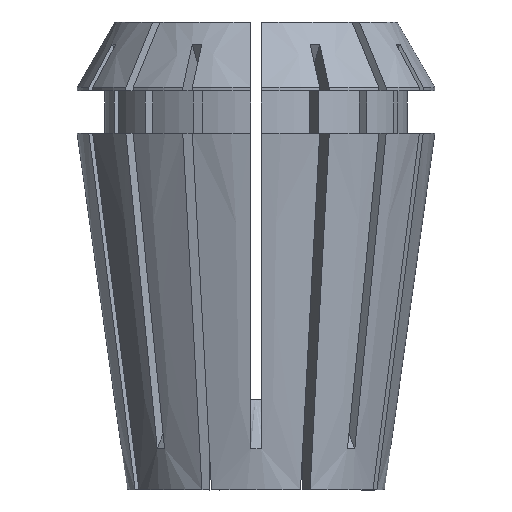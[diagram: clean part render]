
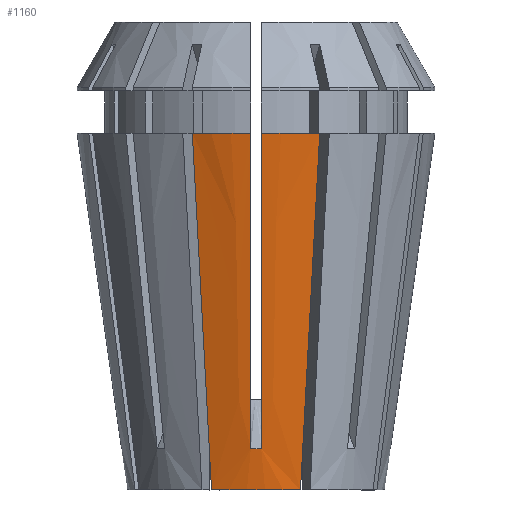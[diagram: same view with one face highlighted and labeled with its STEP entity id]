
A CAD part, left-side view. The second image highlights one B-rep face of the part: STEP entity #1160.
In plain terms, the highlighted conical face has half-angle 8 degrees and reference radius 9.36 mm.
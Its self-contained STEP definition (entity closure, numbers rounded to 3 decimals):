
#30 = DIRECTION ( 'NONE',  ( 1., 0., 0. ) ) ;
#60 = CARTESIAN_POINT ( 'NONE',  ( -12.188, 0.375, 20.159 ) ) ;
#248 = ORIENTED_EDGE ( 'NONE', *, *, #2332, .T. ) ;
#390 = EDGE_CURVE ( 'NONE', #935, #5128, #4301, .T. ) ;
#395 = DIRECTION ( 'NONE',  ( 0., 0., -1. ) ) ;
#481 = AXIS2_PLACEMENT_3D ( 'NONE', #5317, #1220, #2427 ) ;
#500 = CARTESIAN_POINT ( 'NONE',  ( -12.457, -0.375, 22.073 ) ) ;
#517 = CARTESIAN_POINT ( 'NONE',  ( -9.07, 3.351, 2.199 ) ) ;
#535 = CARTESIAN_POINT ( 'NONE',  ( -9.776, -0.375, 3.01 ) ) ;
#727 = CARTESIAN_POINT ( 'NONE',  ( -12.995, 0.375, 25.9 ) ) ;
#749 = CARTESIAN_POINT ( 'NONE',  ( -12.149, 4.626, 25.9 ) ) ;
#797 = CARTESIAN_POINT ( 'NONE',  ( -8.784, -3.233, 0. ) ) ;
#807 = FACE_OUTER_BOUND ( 'NONE', #3275, .T. ) ;
#887 = CARTESIAN_POINT ( 'NONE',  ( -12.995, -0.375, 25.9 ) ) ;
#935 = VERTEX_POINT ( 'NONE', #3139 ) ;
#1017 = CARTESIAN_POINT ( 'NONE',  ( -9.784, -0.125, 2.997 ) ) ;
#1030 = CARTESIAN_POINT ( 'NONE',  ( -9.776, 0.375, 3.01 ) ) ;
#1160 = ADVANCED_FACE ( 'NONE', ( #807 ), #2370, .T. ) ;
#1197 = CARTESIAN_POINT ( 'NONE',  ( -9.776, -0.375, 3.01 ) ) ;
#1220 = DIRECTION ( 'NONE',  ( 0., 0., -1. ) ) ;
#1250 = CARTESIAN_POINT ( 'NONE',  ( -12.457, 0.375, 22.073 ) ) ;
#1288 = CARTESIAN_POINT ( 'NONE',  ( 0., 0., 0. ) ) ;
#1342 = CARTESIAN_POINT ( 'NONE',  ( -11.171, 4.221, 18.366 ) ) ;
#1356 = CARTESIAN_POINT ( 'NONE',  ( -8.784, 3.233, 0. ) ) ;
#1358 = CIRCLE ( 'NONE', #4038, 9.36 ) ;
#1502 = B_SPLINE_CURVE_WITH_KNOTS ( 'NONE', 3,
 ( #887, #3412, #500, #5068, #5033, #4647, #4173, #2191, #2595, #535 ),
 .UNSPECIFIED., .F., .F.,
 ( 4, 3, 3, 4 ),
 ( 0.047, 0.052, 0.07, 0.07 ),
 .UNSPECIFIED. ) ;
#1716 = CARTESIAN_POINT ( 'NONE',  ( -9.776, 0.375, 3.01 ) ) ;
#1776 = EDGE_CURVE ( 'NONE', #2006, #4216, #3131, .T. ) ;
#1813 = ORIENTED_EDGE ( 'NONE', *, *, #3608, .T. ) ;
#1815 = CARTESIAN_POINT ( 'NONE',  ( -9.07, -3.351, 2.199 ) ) ;
#1850 = CARTESIAN_POINT ( 'NONE',  ( -8.784, -3.233, 0. ) ) ;
#2006 = VERTEX_POINT ( 'NONE', #749 ) ;
#2044 = VERTEX_POINT ( 'NONE', #727 ) ;
#2084 = CARTESIAN_POINT ( 'NONE',  ( -9.781, 0.375, 3.047 ) ) ;
#2091 = CARTESIAN_POINT ( 'NONE',  ( 0., 0., 25.9 ) ) ;
#2191 = CARTESIAN_POINT ( 'NONE',  ( -9.787, -0.375, 3.085 ) ) ;
#2266 = CARTESIAN_POINT ( 'NONE',  ( -12.149, -4.626, 25.9 ) ) ;
#2332 = EDGE_CURVE ( 'NONE', #935, #5315, #4478, .T. ) ;
#2370 = CONICAL_SURFACE ( 'NONE', #2912, 9.36, 0.14 ) ;
#2427 = DIRECTION ( 'NONE',  ( -1., 0., 0. ) ) ;
#2500 = CARTESIAN_POINT ( 'NONE',  ( -9.776, 0.375, 3.01 ) ) ;
#2595 = CARTESIAN_POINT ( 'NONE',  ( -9.781, -0.375, 3.047 ) ) ;
#2644 = CARTESIAN_POINT ( 'NONE',  ( -8.927, -3.292, 1.099 ) ) ;
#2696 = EDGE_CURVE ( 'NONE', #5128, #4216, #1358, .T. ) ;
#2905 = CARTESIAN_POINT ( 'NONE',  ( 0., 0., 0. ) ) ;
#2907 = DIRECTION ( 'NONE',  ( -1., 0., 0. ) ) ;
#2912 = AXIS2_PLACEMENT_3D ( 'NONE', #1288, #3714, #30 ) ;
#2931 = CARTESIAN_POINT ( 'NONE',  ( -10.591, 0.375, 8.802 ) ) ;
#3098 = VERTEX_POINT ( 'NONE', #1197 ) ;
#3131 = B_SPLINE_CURVE_WITH_KNOTS ( 'NONE', 3,
 ( #4264, #1342, #3431, #4247, #517, #4648, #1356 ),
 .UNSPECIFIED., .F., .F.,
 ( 4, 3, 4 ),
 ( 0., 0.023, 0.026 ),
 .UNSPECIFIED. ) ;
#3139 = CARTESIAN_POINT ( 'NONE',  ( -12.149, -4.626, 25.9 ) ) ;
#3166 = EDGE_CURVE ( 'NONE', #2044, #4158, #5156, .T. ) ;
#3275 = EDGE_LOOP ( 'NONE', ( #3947, #5272, #4165, #3570, #248, #1813, #4740, #4664 ) ) ;
#3295 = CARTESIAN_POINT ( 'NONE',  ( -11.389, 0.375, 14.48 ) ) ;
#3412 = CARTESIAN_POINT ( 'NONE',  ( -12.726, -0.375, 23.986 ) ) ;
#3431 = CARTESIAN_POINT ( 'NONE',  ( -10.192, 3.816, 10.832 ) ) ;
#3494 = CARTESIAN_POINT ( 'NONE',  ( -11.171, -4.221, 18.366 ) ) ;
#3570 = ORIENTED_EDGE ( 'NONE', *, *, #390, .F. ) ;
#3608 = EDGE_CURVE ( 'NONE', #5315, #3098, #1502, .T. ) ;
#3709 = CARTESIAN_POINT ( 'NONE',  ( -12.726, 0.375, 23.986 ) ) ;
#3714 = DIRECTION ( 'NONE',  ( 0., 0., 1. ) ) ;
#3836 = CARTESIAN_POINT ( 'NONE',  ( -9.784, 0.125, 2.997 ) ) ;
#3854 = CARTESIAN_POINT ( 'NONE',  ( -10.192, -3.816, 10.832 ) ) ;
#3947 = ORIENTED_EDGE ( 'NONE', *, *, #4439, .T. ) ;
#4038 = AXIS2_PLACEMENT_3D ( 'NONE', #2905, #395, #5325 ) ;
#4060 = EDGE_CURVE ( 'NONE', #4158, #3098, #4090, .T. ) ;
#4090 = B_SPLINE_CURVE_WITH_KNOTS ( 'NONE', 3,
 ( #1716, #3836, #1017, #4670 ),
 .UNSPECIFIED., .F., .F.,
 ( 4, 4 ),
 ( 0., 0.001 ),
 .UNSPECIFIED. ) ;
#4092 = CARTESIAN_POINT ( 'NONE',  ( -9.792, 0.375, 3.123 ) ) ;
#4121 = DIRECTION ( 'NONE',  ( 0., 0., -1. ) ) ;
#4125 = CARTESIAN_POINT ( 'NONE',  ( -9.787, 0.375, 3.085 ) ) ;
#4158 = VERTEX_POINT ( 'NONE', #1030 ) ;
#4165 = ORIENTED_EDGE ( 'NONE', *, *, #2696, .F. ) ;
#4173 = CARTESIAN_POINT ( 'NONE',  ( -9.792, -0.375, 3.123 ) ) ;
#4198 = CIRCLE ( 'NONE', #4906, 13. ) ;
#4216 = VERTEX_POINT ( 'NONE', #5311 ) ;
#4247 = CARTESIAN_POINT ( 'NONE',  ( -9.213, 3.41, 3.298 ) ) ;
#4264 = CARTESIAN_POINT ( 'NONE',  ( -12.149, 4.626, 25.9 ) ) ;
#4301 = B_SPLINE_CURVE_WITH_KNOTS ( 'NONE', 3,
 ( #2266, #3494, #3854, #4727, #1815, #2644, #1850 ),
 .UNSPECIFIED., .F., .F.,
 ( 4, 3, 4 ),
 ( 0., 0.023, 0.026 ),
 .UNSPECIFIED. ) ;
#4439 = EDGE_CURVE ( 'NONE', #2044, #2006, #4198, .T. ) ;
#4478 = CIRCLE ( 'NONE', #481, 13. ) ;
#4559 = CARTESIAN_POINT ( 'NONE',  ( -12.995, 0.375, 25.9 ) ) ;
#4647 = CARTESIAN_POINT ( 'NONE',  ( -10.591, -0.375, 8.802 ) ) ;
#4648 = CARTESIAN_POINT ( 'NONE',  ( -8.927, 3.292, 1.099 ) ) ;
#4664 = ORIENTED_EDGE ( 'NONE', *, *, #3166, .F. ) ;
#4670 = CARTESIAN_POINT ( 'NONE',  ( -9.776, -0.375, 3.01 ) ) ;
#4727 = CARTESIAN_POINT ( 'NONE',  ( -9.213, -3.41, 3.298 ) ) ;
#4740 = ORIENTED_EDGE ( 'NONE', *, *, #4060, .F. ) ;
#4837 = CARTESIAN_POINT ( 'NONE',  ( -12.995, -0.375, 25.9 ) ) ;
#4906 = AXIS2_PLACEMENT_3D ( 'NONE', #2091, #4121, #2907 ) ;
#5033 = CARTESIAN_POINT ( 'NONE',  ( -11.389, -0.375, 14.48 ) ) ;
#5068 = CARTESIAN_POINT ( 'NONE',  ( -12.188, -0.375, 20.159 ) ) ;
#5128 = VERTEX_POINT ( 'NONE', #797 ) ;
#5156 = B_SPLINE_CURVE_WITH_KNOTS ( 'NONE', 3,
 ( #4559, #3709, #1250, #60, #3295, #2931, #4092, #4125, #2084, #2500 ),
 .UNSPECIFIED., .F., .F.,
 ( 4, 3, 3, 4 ),
 ( 0.047, 0.052, 0.07, 0.07 ),
 .UNSPECIFIED. ) ;
#5272 = ORIENTED_EDGE ( 'NONE', *, *, #1776, .T. ) ;
#5311 = CARTESIAN_POINT ( 'NONE',  ( -8.784, 3.233, 0. ) ) ;
#5315 = VERTEX_POINT ( 'NONE', #4837 ) ;
#5317 = CARTESIAN_POINT ( 'NONE',  ( 0., 0., 25.9 ) ) ;
#5325 = DIRECTION ( 'NONE',  ( -1., 0., 0. ) ) ;
